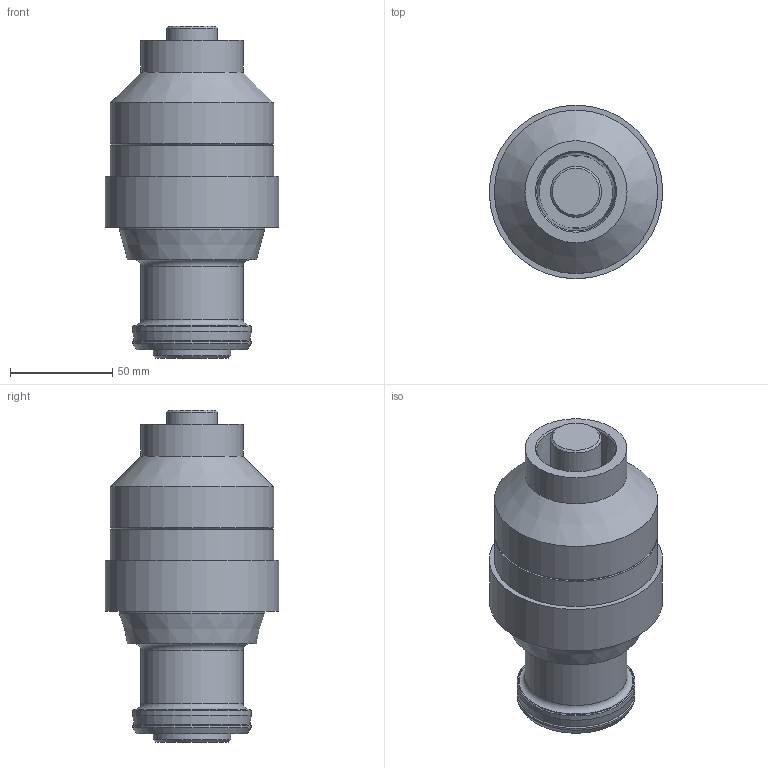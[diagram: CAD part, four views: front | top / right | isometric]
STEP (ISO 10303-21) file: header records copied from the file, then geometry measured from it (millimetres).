
FILE_DESCRIPTION(/* description */ (''),/* implementation_level */ '2;1');
FILE_NAME(/* name */ 'W9990498_A__specification_W9990498_.stp',/* time_stamp */ '2011-04-05T08:45:56+02:00',/* author */ (''),/* organization */ (''),/* preprocessor_version */ 'ST-DEVELOPER v11',/* originating_system */ 'UGS - NX 5.0',/* authorisation */ '');
FILE_SCHEMA (('AUTOMOTIVE_DESIGN { 1 0 10303 214 0 1 1 1 }'));
Length unit declared in the file: millimetre
Products named in the file (1): heesE1A860mc
Bounding box: 85 x 85 x 162.6 mm (x, y, z)
Volume: 548275.2 mm3; surface area: 47571.1 mm2
Topology: 1 solids, 2 shells, 39 faces, 73 edges, 46 vertices
Faces by surface type: cylinder 12, plane 12, cone 10, torus 5
Full cylindrical faces by diameter (mm): 25 x1, 38 x1, 50 x2, 58 x2, 71.2 x1, 80 x2, 85 x1
Entity records: 826 total; most frequent: DIRECTION 158, CARTESIAN_POINT 130, ORIENTED_EDGE 82, AXIS2_PLACEMENT_3D 79, EDGE_LOOP 74, FACE_BOUND 70, EDGE_CURVE 41, ADVANCED_FACE 39
